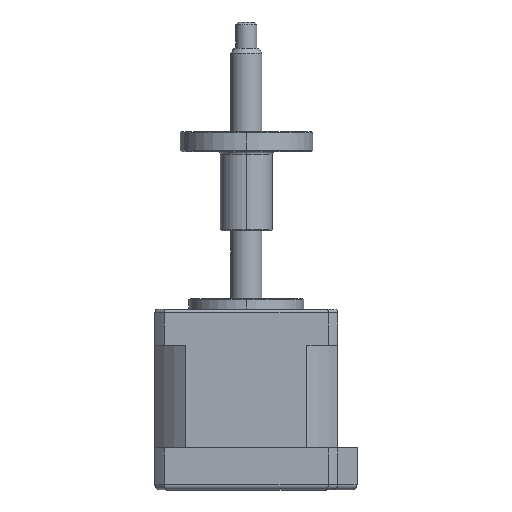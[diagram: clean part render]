
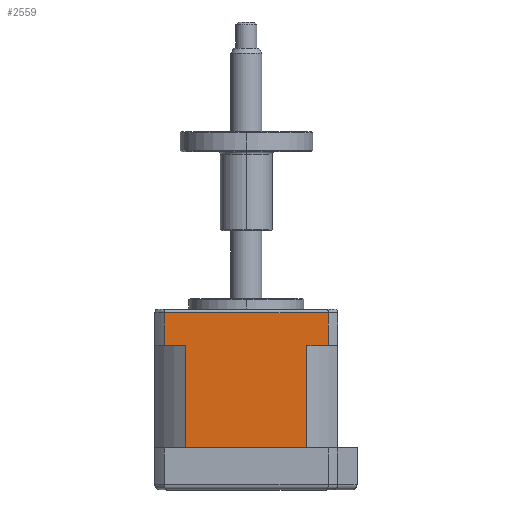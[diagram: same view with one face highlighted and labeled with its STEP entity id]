
A CAD part, top view. The second image highlights one B-rep face of the part: STEP entity #2559.
In plain terms, the highlighted planar face has unit normal (0, 0, 1).
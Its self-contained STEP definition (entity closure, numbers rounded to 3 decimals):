
#1079 = VERTEX_POINT ( 'NONE', #7456 ) ;
#1101 = CARTESIAN_POINT ( 'NONE',  ( -39.617, 8.354, 36.5 ) ) ;
#1132 = ORIENTED_EDGE ( 'NONE', *, *, #6634, .T. ) ;
#1192 = CARTESIAN_POINT ( 'NONE',  ( -35.541, 27.954, 36.5 ) ) ;
#1214 = EDGE_CURVE ( 'NONE', #7395, #1079, #6682, .T. ) ;
#1249 = DIRECTION ( 'NONE',  ( -1., 0., 0. ) ) ;
#1274 = EDGE_CURVE ( 'NONE', #6177, #7395, #9067, .T. ) ;
#1348 = VECTOR ( 'NONE', #5701, 1000. ) ;
#1439 = CARTESIAN_POINT ( 'NONE',  ( -35.541, 27.954, 36.5 ) ) ;
#1565 = DIRECTION ( 'NONE',  ( 0., 0., -1. ) ) ;
#1803 = LINE ( 'NONE', #1192, #1348 ) ;
#1896 = ORIENTED_EDGE ( 'NONE', *, *, #2363, .T. ) ;
#1934 = CARTESIAN_POINT ( 'NONE',  ( -35.541, 27.954, 36.5 ) ) ;
#2076 = DIRECTION ( 'NONE',  ( 0., 1., 0. ) ) ;
#2191 = VERTEX_POINT ( 'NONE', #6267 ) ;
#2268 = EDGE_CURVE ( 'NONE', #5361, #2830, #6354, .T. ) ;
#2363 = EDGE_CURVE ( 'NONE', #2830, #6899, #5854, .T. ) ;
#2385 = AXIS2_PLACEMENT_3D ( 'NONE', #3048, #1565, #6834 ) ;
#2395 = CARTESIAN_POINT ( 'NONE',  ( -39.617, 8.354, 36.5 ) ) ;
#2490 = ORIENTED_EDGE ( 'NONE', *, *, #1274, .F. ) ;
#2559 = ADVANCED_FACE ( 'NONE', ( #4290 ), #6092, .F. ) ;
#2830 = VERTEX_POINT ( 'NONE', #1934 ) ;
#3048 = CARTESIAN_POINT ( 'NONE',  ( -39.617, 8.354, 36.5 ) ) ;
#4155 = DIRECTION ( 'NONE',  ( 0., 1., 0. ) ) ;
#4290 = FACE_OUTER_BOUND ( 'NONE', #6540, .T. ) ;
#4494 = EDGE_CURVE ( 'NONE', #9838, #1079, #1803, .T. ) ;
#4599 = CARTESIAN_POINT ( 'NONE',  ( -62.833, 8.354, 36.5 ) ) ;
#4633 = CARTESIAN_POINT ( 'NONE',  ( -35.541, 34.254, 36.5 ) ) ;
#4777 = VECTOR ( 'NONE', #8134, 1000. ) ;
#4919 = CARTESIAN_POINT ( 'NONE',  ( -62.833, 8.354, 36.5 ) ) ;
#5017 = LINE ( 'NONE', #7363, #4777 ) ;
#5033 = CARTESIAN_POINT ( 'NONE',  ( -66.909, 34.254, 36.5 ) ) ;
#5036 = VECTOR ( 'NONE', #1249, 1000. ) ;
#5046 = LINE ( 'NONE', #5033, #5036 ) ;
#5283 = EDGE_CURVE ( 'NONE', #6899, #2191, #5046, .T. ) ;
#5361 = VERTEX_POINT ( 'NONE', #8916 ) ;
#5701 = DIRECTION ( 'NONE',  ( 1., 0., 0. ) ) ;
#5789 = DIRECTION ( 'NONE',  ( 1., 0., 0. ) ) ;
#5806 = VECTOR ( 'NONE', #2076, 1000. ) ;
#5854 = LINE ( 'NONE', #5877, #5806 ) ;
#5877 = CARTESIAN_POINT ( 'NONE',  ( -35.541, 26.654, 36.5 ) ) ;
#6092 = PLANE ( 'NONE',  #2385 ) ;
#6177 = VERTEX_POINT ( 'NONE', #1101 ) ;
#6267 = CARTESIAN_POINT ( 'NONE',  ( -66.909, 34.254, 36.5 ) ) ;
#6349 = EDGE_CURVE ( 'NONE', #9838, #2191, #5017, .T. ) ;
#6354 = LINE ( 'NONE', #1439, #6369 ) ;
#6369 = VECTOR ( 'NONE', #5789, 1000. ) ;
#6540 = EDGE_LOOP ( 'NONE', ( #1132, #7312, #1896, #7365, #8251, #9508, #7029, #2490 ) ) ;
#6634 = EDGE_CURVE ( 'NONE', #6177, #5361, #9797, .T. ) ;
#6682 = LINE ( 'NONE', #4599, #8219 ) ;
#6834 = DIRECTION ( 'NONE',  ( 0., -1., 0. ) ) ;
#6899 = VERTEX_POINT ( 'NONE', #4633 ) ;
#7029 = ORIENTED_EDGE ( 'NONE', *, *, #1214, .F. ) ;
#7312 = ORIENTED_EDGE ( 'NONE', *, *, #2268, .T. ) ;
#7363 = CARTESIAN_POINT ( 'NONE',  ( -66.909, 26.654, 36.5 ) ) ;
#7365 = ORIENTED_EDGE ( 'NONE', *, *, #5283, .T. ) ;
#7395 = VERTEX_POINT ( 'NONE', #4919 ) ;
#7456 = CARTESIAN_POINT ( 'NONE',  ( -62.833, 27.954, 36.5 ) ) ;
#7592 = DIRECTION ( 'NONE',  ( 0., 1., 0. ) ) ;
#7683 = DIRECTION ( 'NONE',  ( -1., 0., 0. ) ) ;
#8134 = DIRECTION ( 'NONE',  ( 0., 1., 0. ) ) ;
#8219 = VECTOR ( 'NONE', #7592, 1000. ) ;
#8251 = ORIENTED_EDGE ( 'NONE', *, *, #6349, .F. ) ;
#8379 = VECTOR ( 'NONE', #7683, 1000. ) ;
#8683 = CARTESIAN_POINT ( 'NONE',  ( -39.617, 8.354, 36.5 ) ) ;
#8705 = VECTOR ( 'NONE', #4155, 1000. ) ;
#8916 = CARTESIAN_POINT ( 'NONE',  ( -39.617, 27.954, 36.5 ) ) ;
#8985 = CARTESIAN_POINT ( 'NONE',  ( -66.909, 27.954, 36.5 ) ) ;
#9067 = LINE ( 'NONE', #2395, #8379 ) ;
#9508 = ORIENTED_EDGE ( 'NONE', *, *, #4494, .T. ) ;
#9797 = LINE ( 'NONE', #8683, #8705 ) ;
#9838 = VERTEX_POINT ( 'NONE', #8985 ) ;
